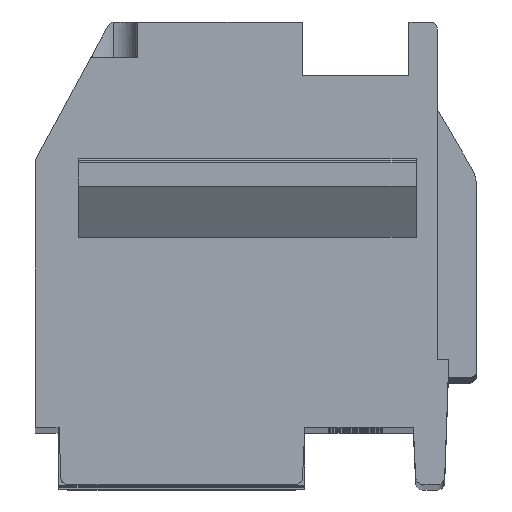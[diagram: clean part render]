
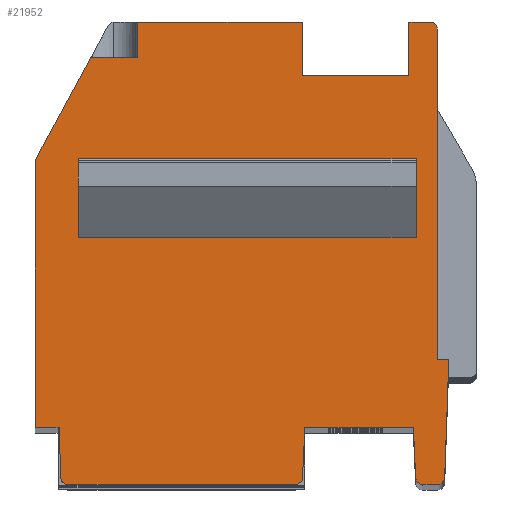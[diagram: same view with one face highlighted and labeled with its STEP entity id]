
A CAD part, top view. The second image highlights one B-rep face of the part: STEP entity #21952.
In plain terms, the highlighted planar face has unit normal (0, 0, 1).
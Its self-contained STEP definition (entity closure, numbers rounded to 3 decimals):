
#34=DIRECTION('',(0.,1.,0.));
#35=VECTOR('',#34,1.55);
#36=CARTESIAN_POINT('',(-5.188,0.15,87.5));
#37=LINE('',#36,#35);
#38=DIRECTION('',(-1.,0.,0.));
#39=VECTOR('',#38,9.5);
#40=CARTESIAN_POINT('',(4.312,0.15,87.5));
#41=LINE('',#40,#39);
#42=DIRECTION('',(0.,1.,0.));
#43=VECTOR('',#42,1.55);
#44=CARTESIAN_POINT('',(4.312,0.15,87.5));
#45=LINE('',#44,#43);
#46=DIRECTION('',(-1.,0.,0.));
#47=VECTOR('',#46,9.5);
#48=CARTESIAN_POINT('',(4.312,1.7,87.5));
#49=LINE('',#48,#47);
#50=DIRECTION('',(0.,-1.,0.));
#51=VECTOR('',#50,7.041);
#52=CARTESIAN_POINT('',(4.912,3.741,87.5));
#53=LINE('',#52,#51);
#54=DIRECTION('',(1.,0.,0.));
#55=VECTOR('',#54,0.32);
#56=CARTESIAN_POINT('',(4.912,-3.3,87.5));
#57=LINE('',#56,#55);
#58=DIRECTION('',(-0.035,-0.999,0.));
#59=VECTOR('',#58,0.502);
#60=CARTESIAN_POINT('',(5.232,-3.3,87.5));
#61=LINE('',#60,#59);
#62=DIRECTION('',(0.035,0.999,0.));
#63=VECTOR('',#62,2.807);
#64=CARTESIAN_POINT('',(5.116,-6.607,87.5));
#65=LINE('',#64,#63);
#66=CARTESIAN_POINT('',(4.916,-6.6,87.5));
#67=DIRECTION('',(0.,0.,-1.));
#68=DIRECTION('',(0.999,-0.035,0.));
#69=AXIS2_PLACEMENT_3D('',#66,#67,#68);
#71=DIRECTION('',(-1.,0.,0.));
#72=VECTOR('',#71,0.416);
#73=CARTESIAN_POINT('',(4.916,-6.8,87.5));
#74=LINE('',#73,#72);
#75=CARTESIAN_POINT('',(4.501,-6.6,87.5));
#76=DIRECTION('',(0.,0.,-1.));
#77=DIRECTION('',(0.,-1.,0.));
#78=AXIS2_PLACEMENT_3D('',#75,#76,#77);
#80=DIRECTION('',(-0.045,0.999,0.));
#81=VECTOR('',#80,1.411);
#82=CARTESIAN_POINT('',(4.301,-6.609,87.5));
#83=LINE('',#82,#81);
#84=DIRECTION('',(-1.,0.,0.));
#85=VECTOR('',#84,3.052);
#86=CARTESIAN_POINT('',(4.237,-5.2,87.5));
#87=LINE('',#86,#85);
#88=DIRECTION('',(0.045,0.999,0.));
#89=VECTOR('',#88,1.411);
#90=CARTESIAN_POINT('',(1.12,-6.609,87.5));
#91=LINE('',#90,#89);
#92=CARTESIAN_POINT('',(0.92,-6.6,87.5));
#93=DIRECTION('',(0.,0.,1.));
#94=DIRECTION('',(0.,-1.,0.));
#95=AXIS2_PLACEMENT_3D('',#92,#93,#94);
#97=DIRECTION('',(1.,0.,0.));
#98=VECTOR('',#97,6.396);
#99=CARTESIAN_POINT('',(-5.475,-6.8,87.5));
#100=LINE('',#99,#98);
#101=CARTESIAN_POINT('',(-5.475,-6.6,87.5));
#102=DIRECTION('',(0.,0.,1.));
#103=DIRECTION('',(-0.999,-0.035,0.));
#104=AXIS2_PLACEMENT_3D('',#101,#102,#103);
#106=DIRECTION('',(0.035,-0.999,0.));
#107=VECTOR('',#106,1.408);
#108=CARTESIAN_POINT('',(-5.724,-5.2,87.5));
#109=LINE('',#108,#107);
#110=DIRECTION('',(1.,0.,0.));
#111=VECTOR('',#110,0.664);
#112=CARTESIAN_POINT('',(-6.388,-5.2,87.5));
#113=LINE('',#112,#111);
#114=DIRECTION('',(0.,1.,0.));
#115=VECTOR('',#114,7.53);
#116=CARTESIAN_POINT('',(-6.388,-5.2,87.5));
#117=LINE('',#116,#115);
#118=DIRECTION('',(-0.477,-0.879,0.));
#119=VECTOR('',#118,3.266);
#120=CARTESIAN_POINT('',(-4.83,5.2,87.5));
#121=LINE('',#120,#119);
#122=DIRECTION('',(1.,0.,0.));
#123=VECTOR('',#122,1.316);
#124=CARTESIAN_POINT('',(-4.83,5.2,87.5));
#125=LINE('',#124,#123);
#126=DIRECTION('',(0.,1.,0.));
#127=VECTOR('',#126,1.);
#128=CARTESIAN_POINT('',(-3.514,5.2,87.5));
#129=LINE('',#128,#127);
#130=DIRECTION('',(-1.,0.,0.));
#131=VECTOR('',#130,4.626);
#132=CARTESIAN_POINT('',(1.112,6.2,87.5));
#133=LINE('',#132,#131);
#134=DIRECTION('',(0.,-1.,0.));
#135=VECTOR('',#134,1.5);
#136=CARTESIAN_POINT('',(1.112,6.2,87.5));
#137=LINE('',#136,#135);
#138=DIRECTION('',(1.,0.,0.));
#139=VECTOR('',#138,3.);
#140=CARTESIAN_POINT('',(1.112,4.7,87.5));
#141=LINE('',#140,#139);
#142=DIRECTION('',(0.,-1.,0.));
#143=VECTOR('',#142,1.5);
#144=CARTESIAN_POINT('',(4.112,6.2,87.5));
#145=LINE('',#144,#143);
#146=DIRECTION('',(-1.,0.,0.));
#147=VECTOR('',#146,0.6);
#148=CARTESIAN_POINT('',(4.712,6.2,87.5));
#149=LINE('',#148,#147);
#150=CARTESIAN_POINT('',(4.712,6.,87.5));
#151=DIRECTION('',(0.,0.,1.));
#152=DIRECTION('',(1.,0.,0.));
#153=AXIS2_PLACEMENT_3D('',#150,#151,#152);
#155=DIRECTION('',(0.,1.,0.));
#156=VECTOR('',#155,2.259);
#157=CARTESIAN_POINT('',(4.912,3.741,87.5));
#158=LINE('',#157,#156);
#17088=CARTESIAN_POINT('',(4.916,-6.8,87.5));
#17089=CARTESIAN_POINT('',(4.501,-6.8,87.5));
#17090=VERTEX_POINT('',#17088);
#17091=VERTEX_POINT('',#17089);
#17092=CARTESIAN_POINT('',(5.116,-6.607,87.5));
#17093=VERTEX_POINT('',#17092);
#17094=CARTESIAN_POINT('',(-6.388,-5.2,87.5));
#17095=CARTESIAN_POINT('',(-6.388,2.33,87.5));
#17096=VERTEX_POINT('',#17094);
#17097=VERTEX_POINT('',#17095);
#17098=CARTESIAN_POINT('',(4.301,-6.609,87.5));
#17099=CARTESIAN_POINT('',(4.237,-5.2,87.5));
#17100=VERTEX_POINT('',#17098);
#17101=VERTEX_POINT('',#17099);
#17135=CARTESIAN_POINT('',(-4.83,5.2,87.5));
#17136=CARTESIAN_POINT('',(-3.514,5.2,87.5));
#17137=VERTEX_POINT('',#17135);
#17138=VERTEX_POINT('',#17136);
#17139=CARTESIAN_POINT('',(-3.514,6.2,87.5));
#17140=VERTEX_POINT('',#17139);
#17186=CARTESIAN_POINT('',(-5.188,0.15,87.5));
#17187=CARTESIAN_POINT('',(-5.188,1.7,87.5));
#17188=VERTEX_POINT('',#17186);
#17189=VERTEX_POINT('',#17187);
#17190=CARTESIAN_POINT('',(4.312,0.15,87.5));
#17191=CARTESIAN_POINT('',(4.312,1.7,87.5));
#17192=VERTEX_POINT('',#17190);
#17193=VERTEX_POINT('',#17191);
#17246=CARTESIAN_POINT('',(4.912,6.,87.5));
#17247=CARTESIAN_POINT('',(4.712,6.2,87.5));
#17248=VERTEX_POINT('',#17246);
#17249=VERTEX_POINT('',#17247);
#17397=CARTESIAN_POINT('',(4.112,6.2,87.5));
#17398=CARTESIAN_POINT('',(4.112,4.7,87.5));
#17399=VERTEX_POINT('',#17397);
#17400=VERTEX_POINT('',#17398);
#17401=CARTESIAN_POINT('',(1.112,6.2,87.5));
#17402=CARTESIAN_POINT('',(1.112,4.7,87.5));
#17403=VERTEX_POINT('',#17401);
#17404=VERTEX_POINT('',#17402);
#17475=CARTESIAN_POINT('',(-5.675,-6.607,87.5));
#17476=CARTESIAN_POINT('',(-5.475,-6.8,87.5));
#17477=VERTEX_POINT('',#17475);
#17478=VERTEX_POINT('',#17476);
#17479=CARTESIAN_POINT('',(0.92,-6.8,87.5));
#17480=VERTEX_POINT('',#17479);
#17481=CARTESIAN_POINT('',(1.12,-6.609,87.5));
#17482=VERTEX_POINT('',#17481);
#17491=CARTESIAN_POINT('',(1.184,-5.2,87.5));
#17493=VERTEX_POINT('',#17491);
#17497=CARTESIAN_POINT('',(-5.724,-5.2,87.5));
#17498=VERTEX_POINT('',#17497);
#21875=CARTESIAN_POINT('',(4.912,3.741,87.5));
#21876=CARTESIAN_POINT('',(4.912,-3.3,87.5));
#21877=VERTEX_POINT('',#21875);
#21878=VERTEX_POINT('',#21876);
#21879=CARTESIAN_POINT('',(5.232,-3.3,87.5));
#21880=VERTEX_POINT('',#21879);
#21881=CARTESIAN_POINT('',(5.214,-3.802,87.5));
#21882=VERTEX_POINT('',#21881);
#21883=CARTESIAN_POINT('',(0.,0.,87.5));
#21884=DIRECTION('',(0.,0.,1.));
#21885=DIRECTION('',(1.,0.,0.));
#21886=AXIS2_PLACEMENT_3D('',#21883,#21884,#21885);
#21887=PLANE('',#21886);
#21889=ORIENTED_EDGE('',*,*,#21888,.T.);
#21891=ORIENTED_EDGE('',*,*,#21890,.T.);
#21893=ORIENTED_EDGE('',*,*,#21892,.T.);
#21895=ORIENTED_EDGE('',*,*,#21894,.F.);
#21897=ORIENTED_EDGE('',*,*,#21896,.T.);
#21899=ORIENTED_EDGE('',*,*,#21898,.T.);
#21901=ORIENTED_EDGE('',*,*,#21900,.T.);
#21903=ORIENTED_EDGE('',*,*,#21902,.T.);
#21905=ORIENTED_EDGE('',*,*,#21904,.T.);
#21907=ORIENTED_EDGE('',*,*,#21906,.F.);
#21909=ORIENTED_EDGE('',*,*,#21908,.F.);
#21911=ORIENTED_EDGE('',*,*,#21910,.F.);
#21913=ORIENTED_EDGE('',*,*,#21912,.F.);
#21915=ORIENTED_EDGE('',*,*,#21914,.F.);
#21917=ORIENTED_EDGE('',*,*,#21916,.F.);
#21919=ORIENTED_EDGE('',*,*,#21918,.T.);
#21921=ORIENTED_EDGE('',*,*,#21920,.F.);
#21923=ORIENTED_EDGE('',*,*,#21922,.T.);
#21925=ORIENTED_EDGE('',*,*,#21924,.T.);
#21927=ORIENTED_EDGE('',*,*,#21926,.F.);
#21929=ORIENTED_EDGE('',*,*,#21928,.T.);
#21931=ORIENTED_EDGE('',*,*,#21930,.T.);
#21933=ORIENTED_EDGE('',*,*,#21932,.F.);
#21935=ORIENTED_EDGE('',*,*,#21934,.F.);
#21937=ORIENTED_EDGE('',*,*,#21936,.F.);
#21939=ORIENTED_EDGE('',*,*,#21938,.F.);
#21940=EDGE_LOOP('',(#21889,#21891,#21893,#21895,#21897,#21899,#21901,#21903,
#21905,#21907,#21909,#21911,#21913,#21915,#21917,#21919,#21921,#21923,#21925,
#21927,#21929,#21931,#21933,#21935,#21937,#21939));
#21941=FACE_OUTER_BOUND('',#21940,.F.);
#21943=ORIENTED_EDGE('',*,*,#21942,.F.);
#21945=ORIENTED_EDGE('',*,*,#21944,.F.);
#21947=ORIENTED_EDGE('',*,*,#21946,.T.);
#21949=ORIENTED_EDGE('',*,*,#21948,.T.);
#21950=EDGE_LOOP('',(#21943,#21945,#21947,#21949));
#21951=FACE_BOUND('',#21950,.F.);
#70=CIRCLE('',#69,0.2);
#79=CIRCLE('',#78,0.2);
#96=CIRCLE('',#95,0.2);
#105=CIRCLE('',#104,0.2);
#154=CIRCLE('',#153,0.2);
#21888=EDGE_CURVE('',#21877,#21878,#53,.T.);
#21890=EDGE_CURVE('',#21878,#21880,#57,.T.);
#21892=EDGE_CURVE('',#21880,#21882,#61,.T.);
#21894=EDGE_CURVE('',#17093,#21882,#65,.T.);
#21896=EDGE_CURVE('',#17093,#17090,#70,.T.);
#21898=EDGE_CURVE('',#17090,#17091,#74,.T.);
#21900=EDGE_CURVE('',#17091,#17100,#79,.T.);
#21902=EDGE_CURVE('',#17100,#17101,#83,.T.);
#21904=EDGE_CURVE('',#17101,#17493,#87,.T.);
#21906=EDGE_CURVE('',#17482,#17493,#91,.T.);
#21908=EDGE_CURVE('',#17480,#17482,#96,.T.);
#21910=EDGE_CURVE('',#17478,#17480,#100,.T.);
#21912=EDGE_CURVE('',#17477,#17478,#105,.T.);
#21914=EDGE_CURVE('',#17498,#17477,#109,.T.);
#21916=EDGE_CURVE('',#17096,#17498,#113,.T.);
#21918=EDGE_CURVE('',#17096,#17097,#117,.T.);
#21920=EDGE_CURVE('',#17137,#17097,#121,.T.);
#21922=EDGE_CURVE('',#17137,#17138,#125,.T.);
#21924=EDGE_CURVE('',#17138,#17140,#129,.T.);
#21926=EDGE_CURVE('',#17403,#17140,#133,.T.);
#21928=EDGE_CURVE('',#17403,#17404,#137,.T.);
#21930=EDGE_CURVE('',#17404,#17400,#141,.T.);
#21932=EDGE_CURVE('',#17399,#17400,#145,.T.);
#21934=EDGE_CURVE('',#17249,#17399,#149,.T.);
#21936=EDGE_CURVE('',#17248,#17249,#154,.T.);
#21938=EDGE_CURVE('',#21877,#17248,#158,.T.);
#21942=EDGE_CURVE('',#17188,#17189,#37,.T.);
#21944=EDGE_CURVE('',#17192,#17188,#41,.T.);
#21946=EDGE_CURVE('',#17192,#17193,#45,.T.);
#21948=EDGE_CURVE('',#17193,#17189,#49,.T.);
#21952=ADVANCED_FACE('',(#21941,#21951),#21887,.T.);
